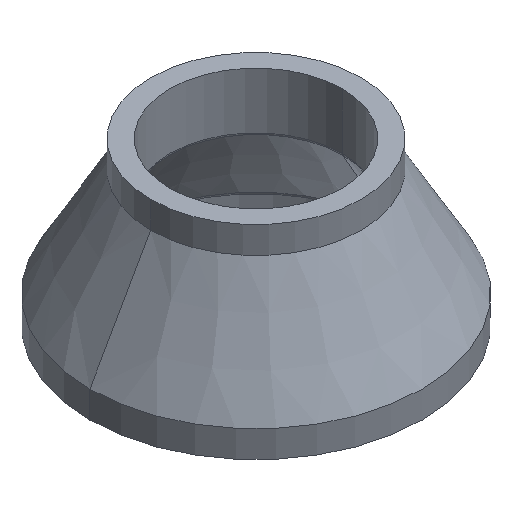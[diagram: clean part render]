
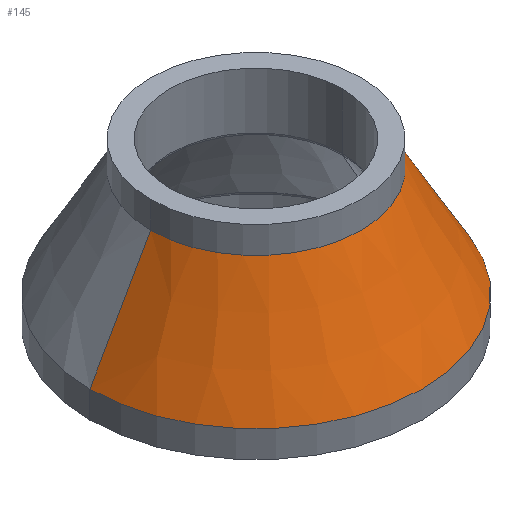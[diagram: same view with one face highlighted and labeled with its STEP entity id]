
A CAD part, isometric view. The second image highlights one B-rep face of the part: STEP entity #145.
In plain terms, the highlighted conical face has half-angle 29.521 degrees and reference radius 157.48 mm.
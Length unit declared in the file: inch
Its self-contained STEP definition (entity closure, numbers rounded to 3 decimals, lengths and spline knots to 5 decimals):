
#21 = EDGE_LOOP ( 'NONE', ( #324, #473, #516, #203 ) ) ;
#37 = VERTEX_POINT ( 'NONE', #349 ) ;
#58 = DIRECTION ( 'NONE',  ( 1., 0., 0. ) ) ;
#76 = CIRCLE ( 'NONE', #482, 6.2 ) ;
#97 = DIRECTION ( 'NONE',  ( 0., 0., 1. ) ) ;
#105 = FACE_OUTER_BOUND ( 'NONE', #21, .T. ) ;
#145 = ADVANCED_FACE ( 'NONE', ( #105 ), #189, .T. ) ;
#158 = EDGE_CURVE ( 'NONE', #261, #401, #76, .T. ) ;
#175 = EDGE_CURVE ( 'NONE', #37, #508, #422, .T. ) ;
#176 = DIRECTION ( 'NONE',  ( 0.493, 0., -0.87 ) ) ;
#180 = CARTESIAN_POINT ( 'NONE',  ( 6.2, 0., -5. ) ) ;
#189 = CONICAL_SURFACE ( 'NONE', #552, 6.2, 0.515 ) ;
#203 = ORIENTED_EDGE ( 'NONE', *, *, #158, .T. ) ;
#223 = CARTESIAN_POINT ( 'NONE',  ( -6.2, 0., -5. ) ) ;
#226 = EDGE_CURVE ( 'NONE', #37, #261, #278, .T. ) ;
#249 = EDGE_CURVE ( 'NONE', #508, #401, #404, .T. ) ;
#261 = VERTEX_POINT ( 'NONE', #223 ) ;
#263 = VECTOR ( 'NONE', #521, 39.37008 ) ;
#269 = CARTESIAN_POINT ( 'NONE',  ( 6.2, 0., -5. ) ) ;
#276 = CARTESIAN_POINT ( 'NONE',  ( 3.935, 0., -1. ) ) ;
#278 = LINE ( 'NONE', #544, #263 ) ;
#300 = CARTESIAN_POINT ( 'NONE',  ( 0., 0., -1. ) ) ;
#324 = ORIENTED_EDGE ( 'NONE', *, *, #249, .F. ) ;
#349 = CARTESIAN_POINT ( 'NONE',  ( -3.935, 0., -1. ) ) ;
#390 = VECTOR ( 'NONE', #176, 39.37008 ) ;
#391 = AXIS2_PLACEMENT_3D ( 'NONE', #300, #97, #58 ) ;
#401 = VERTEX_POINT ( 'NONE', #269 ) ;
#402 = DIRECTION ( 'NONE',  ( 1., 0., 0. ) ) ;
#404 = LINE ( 'NONE', #180, #390 ) ;
#408 = DIRECTION ( 'NONE',  ( 0., 0., 1. ) ) ;
#410 = CARTESIAN_POINT ( 'NONE',  ( 0., 0., -5. ) ) ;
#422 = CIRCLE ( 'NONE', #391, 3.935 ) ;
#473 = ORIENTED_EDGE ( 'NONE', *, *, #175, .F. ) ;
#476 = DIRECTION ( 'NONE',  ( -1., 0., 0. ) ) ;
#478 = DIRECTION ( 'NONE',  ( 0., 0., -1. ) ) ;
#482 = AXIS2_PLACEMENT_3D ( 'NONE', #410, #408, #402 ) ;
#508 = VERTEX_POINT ( 'NONE', #276 ) ;
#516 = ORIENTED_EDGE ( 'NONE', *, *, #226, .T. ) ;
#521 = DIRECTION ( 'NONE',  ( -0.493, 0., -0.87 ) ) ;
#538 = CARTESIAN_POINT ( 'NONE',  ( 0., 0., -5. ) ) ;
#544 = CARTESIAN_POINT ( 'NONE',  ( -6.2, 0., -5. ) ) ;
#552 = AXIS2_PLACEMENT_3D ( 'NONE', #538, #478, #476 ) ;
